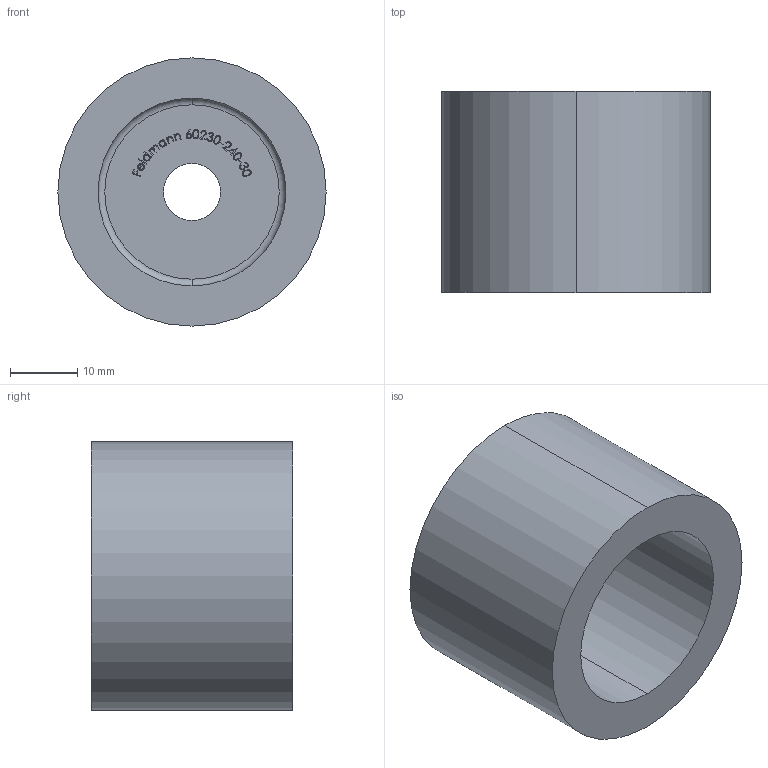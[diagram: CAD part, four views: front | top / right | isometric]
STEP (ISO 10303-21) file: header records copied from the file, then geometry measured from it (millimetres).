
FILE_DESCRIPTION (( 'STEP AP203' ), '1' );
FILE_NAME ('60230-240-30.step', '2020-10-27T08:38:32', ( '' ), ( '' ), 'SwSTEP 2.0', 'SolidWorks 2018', '' );
FILE_SCHEMA (( 'CONFIG_CONTROL_DESIGN' ));
Length unit declared in the file: millimetre
Products named in the file (2): 60230-240-30
Bounding box: 40 x 30 x 40 mm (x, y, z)
Volume: 22036 mm3; surface area: 8467.9 mm2
Topology: 1 solids, 1 shells, 271 faces, 713 edges, 474 vertices
Faces by surface type: bspline 133, plane 128, cylinder 6, torus 2, cone 2
Entity records: 16234 total; most frequent: CARTESIAN_POINT 10273, ORIENTED_EDGE 1426, DIRECTION 745, EDGE_CURVE 713, VERTEX_POINT 474, VECTOR 429, LINE 429, EDGE_LOOP 303
